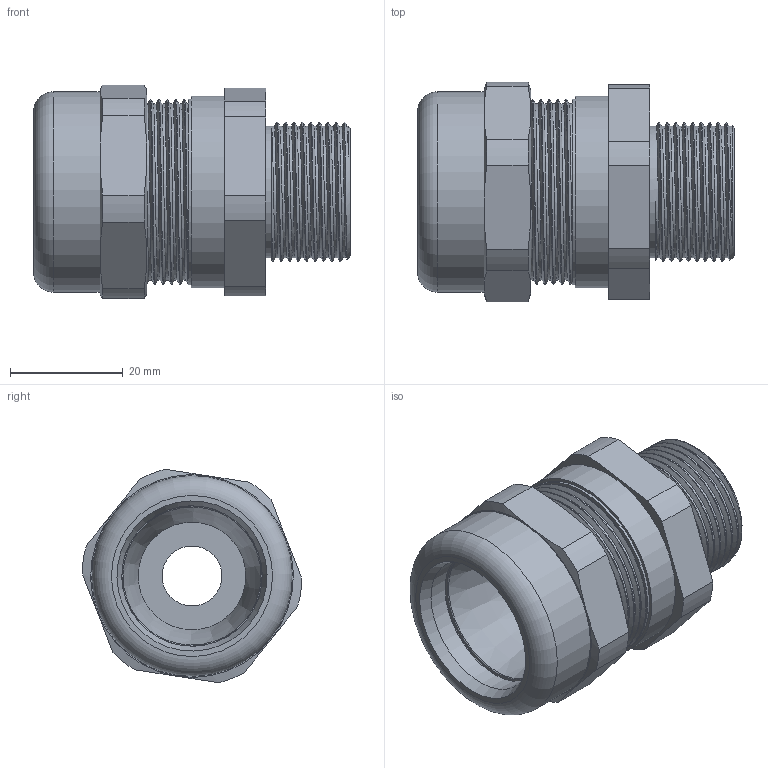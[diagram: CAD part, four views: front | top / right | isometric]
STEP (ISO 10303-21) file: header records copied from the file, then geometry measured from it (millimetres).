
FILE_DESCRIPTION(/* description */ ('RN EX M 25x1,5'),/* implementation_level */ '2;1');
FILE_NAME(/* name */ 'RN25KNP-RST.stp',/* time_stamp */ '2020-03-09T10:58:49+01:00',/* author */ ('sl'),/* organization */ (''),/* preprocessor_version */ 'ST-DEVELOPER v16.5',/* originating_system */ 'Autodesk Inventor 2017',/* authorisation */ '');
FILE_SCHEMA (('AUTOMOTIVE_DESIGN { 1 0 10303 214 3 1 1 }'));
Length unit declared in the file: millimetre
Products named in the file (5): RN25KNP; RN25KNP_1; RN25KNP_2; RN25KNP_3; RN25KNP_4
Assembly tree (4 placements, depth 2):
  RN25KNP
    RN25KNP_1
    RN25KNP_2
    RN25KNP_3
    RN25KNP_4
Bounding box: 56.27 x 39.04 x 37.89 mm (x, y, z)
Volume: 29599.2 mm3; surface area: 21271.6 mm2
Topology: 4 solids, 4 shells, 113 faces, 272 edges, 174 vertices
Faces by surface type: cylinder 50, plane 30, cone 23, bspline 6, torus 4
Full cylindrical faces by diameter (mm): 10.64 x1, 19 x1, 23.328 x9, 24.95 x1, 28.4 x1, 28.49 x1, 30 x1, 31.7 x8, 32.9 x7, 33.97 x1, 35.57 x1
Entity records: 7106 total; most frequent: CARTESIAN_POINT 5172, DIRECTION 388, ORIENTED_EDGE 336, AXIS2_PLACEMENT_3D 176, EDGE_CURVE 168, EDGE_LOOP 130, VERTEX_POINT 120, FACE_OUTER_BOUND 89
